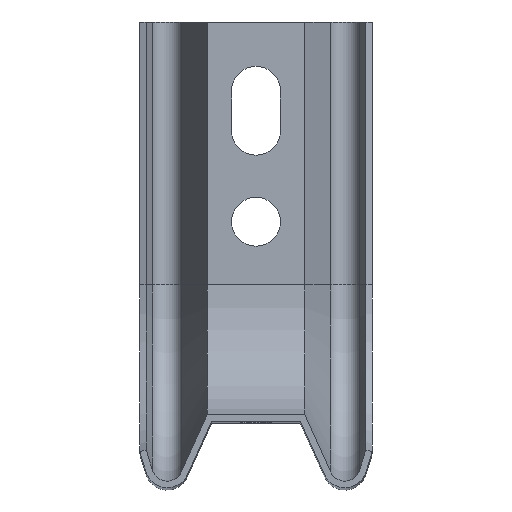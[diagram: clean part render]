
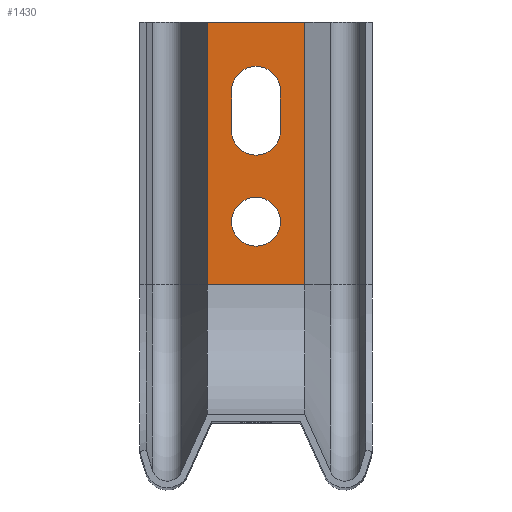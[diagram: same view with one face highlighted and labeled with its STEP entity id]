
A CAD part, top view. The second image highlights one B-rep face of the part: STEP entity #1430.
In plain terms, the highlighted planar face has unit normal (0, 0, 1).
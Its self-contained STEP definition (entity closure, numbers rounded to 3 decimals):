
#67=FACE_BOUND('',#237,.T.);
#68=FACE_BOUND('',#238,.T.);
#105=CIRCLE('',#1569,5.5);
#106=CIRCLE('',#1570,5.5);
#107=CIRCLE('',#1571,5.5);
#143=FACE_OUTER_BOUND('',#236,.T.);
#236=EDGE_LOOP('',(#1013,#1014,#1015,#1016));
#237=EDGE_LOOP('',(#1017,#1018,#1019,#1020));
#238=EDGE_LOOP('',(#1021));
#366=LINE('',#2276,#503);
#367=LINE('',#2279,#504);
#368=LINE('',#2284,#505);
#369=LINE('',#2285,#506);
#370=LINE('',#2290,#507);
#371=LINE('',#2293,#508);
#503=VECTOR('',#1814,10.);
#504=VECTOR('',#1817,10.);
#505=VECTOR('',#1824,10.);
#506=VECTOR('',#1825,10.);
#507=VECTOR('',#1828,10.);
#508=VECTOR('',#1831,10.);
#662=VERTEX_POINT('',#2269);
#665=VERTEX_POINT('',#2274);
#666=VERTEX_POINT('',#2278);
#667=VERTEX_POINT('',#2283);
#668=VERTEX_POINT('',#2286);
#669=VERTEX_POINT('',#2287);
#670=VERTEX_POINT('',#2289);
#671=VERTEX_POINT('',#2291);
#672=VERTEX_POINT('',#2294);
#796=EDGE_CURVE('',#662,#665,#366,.T.);
#797=EDGE_CURVE('',#665,#666,#367,.T.);
#800=EDGE_CURVE('',#667,#666,#368,.T.);
#801=EDGE_CURVE('',#667,#662,#369,.T.);
#802=EDGE_CURVE('',#668,#669,#105,.T.);
#803=EDGE_CURVE('',#669,#670,#370,.T.);
#804=EDGE_CURVE('',#670,#671,#106,.T.);
#805=EDGE_CURVE('',#671,#668,#371,.T.);
#806=EDGE_CURVE('',#672,#672,#107,.T.);
#1013=ORIENTED_EDGE('',*,*,#796,.T.);
#1014=ORIENTED_EDGE('',*,*,#797,.T.);
#1015=ORIENTED_EDGE('',*,*,#800,.F.);
#1016=ORIENTED_EDGE('',*,*,#801,.T.);
#1017=ORIENTED_EDGE('',*,*,#802,.T.);
#1018=ORIENTED_EDGE('',*,*,#803,.T.);
#1019=ORIENTED_EDGE('',*,*,#804,.T.);
#1020=ORIENTED_EDGE('',*,*,#805,.T.);
#1021=ORIENTED_EDGE('',*,*,#806,.T.);
#1307=PLANE('',#1568);
#1430=ADVANCED_FACE('',(#143,#67,#68),#1307,.T.);
#1568=AXIS2_PLACEMENT_3D('',#2282,#1822,#1823);
#1569=AXIS2_PLACEMENT_3D('',#2288,#1826,#1827);
#1570=AXIS2_PLACEMENT_3D('',#2292,#1829,#1830);
#1571=AXIS2_PLACEMENT_3D('',#2295,#1832,#1833);
#1814=DIRECTION('',(0.,-1.,0.));
#1817=DIRECTION('',(1.,0.,0.));
#1822=DIRECTION('center_axis',(0.,0.,1.));
#1823=DIRECTION('ref_axis',(-1.,0.,0.));
#1824=DIRECTION('',(0.,-1.,0.));
#1825=DIRECTION('',(-1.,0.,0.));
#1826=DIRECTION('center_axis',(0.,0.,-1.));
#1827=DIRECTION('ref_axis',(-1.,0.,0.));
#1828=DIRECTION('',(0.,-1.,0.));
#1829=DIRECTION('center_axis',(0.,0.,-1.));
#1830=DIRECTION('ref_axis',(1.,0.,0.));
#1831=DIRECTION('',(0.,1.,0.));
#1832=DIRECTION('center_axis',(0.,0.,-1.));
#1833=DIRECTION('ref_axis',(-1.,0.,0.));
#2269=CARTESIAN_POINT('',(-10.97,90.49,76.2));
#2274=CARTESIAN_POINT('',(-10.97,31.3,76.2));
#2276=CARTESIAN_POINT('',(-10.97,90.49,76.2));
#2278=CARTESIAN_POINT('',(10.97,31.3,76.2));
#2279=CARTESIAN_POINT('',(4.355,31.3,76.2));
#2282=CARTESIAN_POINT('Origin',(8.71,90.49,76.2));
#2283=CARTESIAN_POINT('',(10.97,90.49,76.2));
#2284=CARTESIAN_POINT('',(10.97,90.49,76.2));
#2285=CARTESIAN_POINT('',(8.71,90.49,76.2));
#2286=CARTESIAN_POINT('',(-5.5,74.99,76.2));
#2287=CARTESIAN_POINT('',(5.5,74.99,76.2));
#2288=CARTESIAN_POINT('Origin',(0.,74.99,76.2));
#2289=CARTESIAN_POINT('',(5.5,65.99,76.2));
#2290=CARTESIAN_POINT('',(5.5,82.74,76.2));
#2291=CARTESIAN_POINT('',(-5.5,65.99,76.2));
#2292=CARTESIAN_POINT('Origin',(0.,65.99,76.2));
#2293=CARTESIAN_POINT('',(-5.5,78.24,76.2));
#2294=CARTESIAN_POINT('',(5.5,45.49,76.2));
#2295=CARTESIAN_POINT('Origin',(0.,45.49,76.2));
